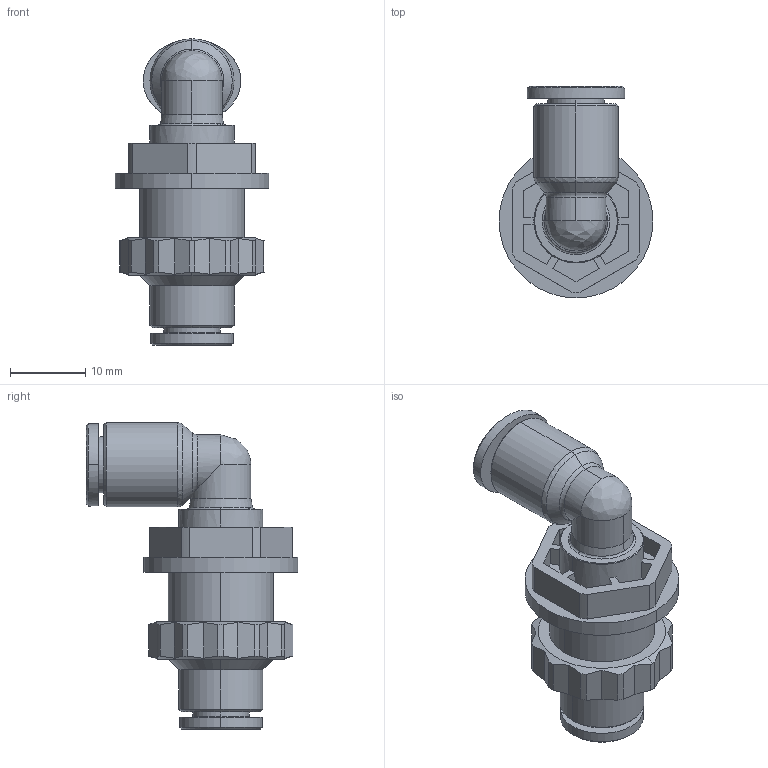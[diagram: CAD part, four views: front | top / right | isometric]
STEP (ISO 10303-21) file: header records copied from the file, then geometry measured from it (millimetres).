
FILE_DESCRIPTION (( 'STEP AP214' ), '1' );
FILE_NAME ('PLM06.STEP', '2015-10-09T12:06:40', ( '' ), ( '' ), 'SwSTEP 2.0', 'SolidWorks 2015', '' );
FILE_SCHEMA (( 'AUTOMOTIVE_DESIGN' ));
Length unit declared in the file: millimetre
Products named in the file (2): ｦ+ﾃｦ1; PLM06
Assembly tree (1 placements, depth 2):
  PLM06
    ｦ+ﾃｦ1
Bounding box: 20.5 x 28.2 x 40.85 mm (x, y, z)
Volume: 5851.7 mm3; surface area: 4189.5 mm2
Topology: 1 solids, 1 shells, 555 faces, 1538 edges, 1017 vertices
Faces by surface type: plane 403, cylinder 63, bspline 61, cone 24, torus 4
Entity records: 20610 total; most frequent: CARTESIAN_POINT 5528, ORIENTED_EDGE 3074, DIRECTION 2518, EDGE_CURVE 1537, VECTOR 1164, LINE 1164, VERTEX_POINT 1017, AXIS2_PLACEMENT_3D 677
